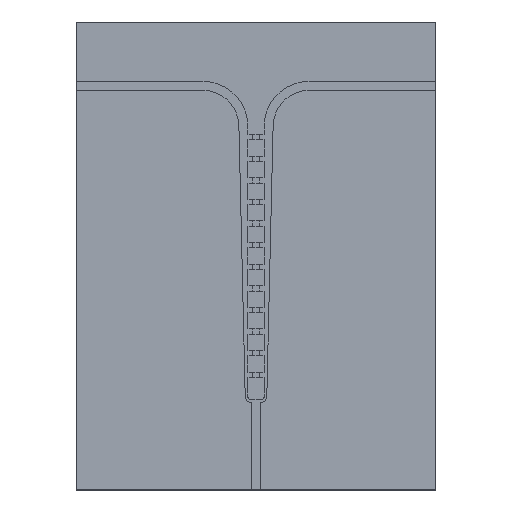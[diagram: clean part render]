
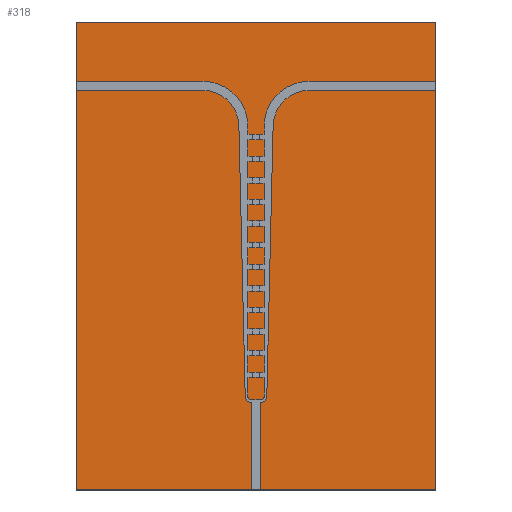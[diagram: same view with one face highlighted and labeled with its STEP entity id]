
A CAD part, top view. The second image highlights one B-rep face of the part: STEP entity #318.
In plain terms, the highlighted planar face has unit normal (0, 0, 1).
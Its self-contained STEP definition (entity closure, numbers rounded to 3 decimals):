
#318=ADVANCED_FACE('',(#597),#598,.T.);
#597=FACE_OUTER_BOUND('',#902,.T.);
#598=PLANE('',#903);
#902=EDGE_LOOP('',(#2079,#2080,#2081,#2082));
#903=AXIS2_PLACEMENT_3D('',#2083,#2084,#2085);
#2079=ORIENTED_EDGE('',*,*,#2645,.T.);
#2080=ORIENTED_EDGE('',*,*,#2646,.T.);
#2081=ORIENTED_EDGE('',*,*,#2647,.T.);
#2082=ORIENTED_EDGE('',*,*,#2648,.T.);
#2083=CARTESIAN_POINT('',(0.0,13.0,0.0));
#2084=DIRECTION('',(0.0,0.0,1.0));
#2085=DIRECTION('',(1.0,0.0,0.0));
#2645=EDGE_CURVE('',#3356,#3357,#3358,.T.);
#2646=EDGE_CURVE('',#3357,#3359,#3360,.T.);
#2647=EDGE_CURVE('',#3359,#3361,#3362,.T.);
#2648=EDGE_CURVE('',#3361,#3356,#3363,.T.);
#3356=VERTEX_POINT('',#4500);
#3357=VERTEX_POINT('',#4501);
#3358=LINE('',#4502,#4503);
#3359=VERTEX_POINT('',#4504);
#3360=LINE('',#4505,#4506);
#3361=VERTEX_POINT('',#4507);
#3362=LINE('',#4508,#4509);
#3363=LINE('',#4510,#4511);
#4500=CARTESIAN_POINT('',(10.0,0.0,0.0));
#4501=CARTESIAN_POINT('',(10.0,26.0,0.0));
#4502=CARTESIAN_POINT('',(10.0,13.0,0.0));
#4503=VECTOR('',#5094,1.0);
#4504=CARTESIAN_POINT('',(-10.0,26.0,0.0));
#4505=CARTESIAN_POINT('',(0.0,26.0,0.0));
#4506=VECTOR('',#5095,1.0);
#4507=CARTESIAN_POINT('',(-10.0,0.0,0.0));
#4508=CARTESIAN_POINT('',(-10.0,13.0,0.0));
#4509=VECTOR('',#5096,1.0);
#4510=CARTESIAN_POINT('',(0.0,0.0,0.0));
#4511=VECTOR('',#5097,1.0);
#5094=DIRECTION('',(0.0,1.0,0.0));
#5095=DIRECTION('',(-1.0,0.0,0.0));
#5096=DIRECTION('',(0.0,-1.0,0.0));
#5097=DIRECTION('',(1.0,0.0,0.0));
